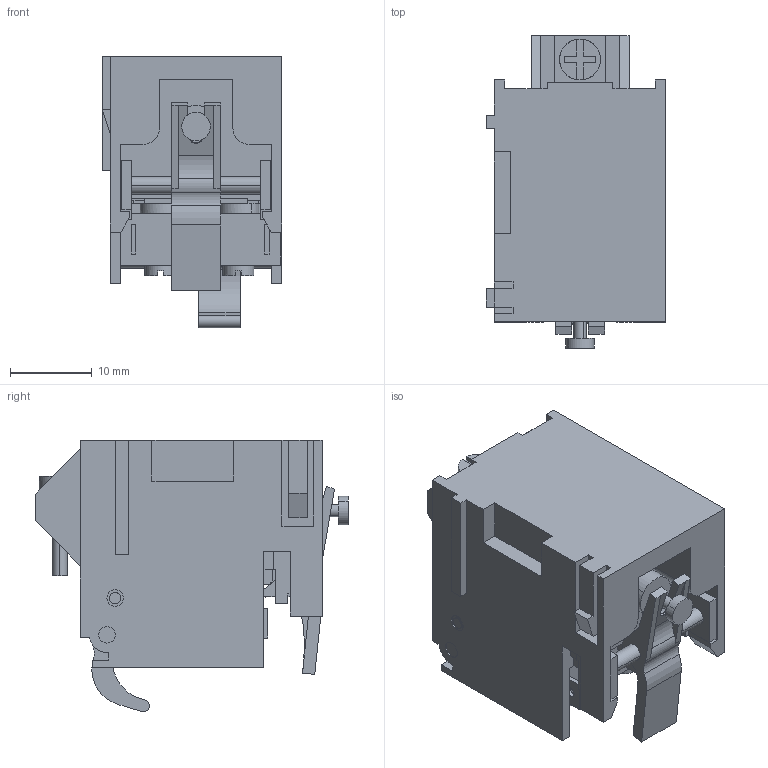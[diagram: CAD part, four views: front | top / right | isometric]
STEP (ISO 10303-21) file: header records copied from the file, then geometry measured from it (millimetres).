
FILE_DESCRIPTION((''),'2;1');
FILE_NAME('1655036921188_ASM','2022-06-12T17:59:06',('SESA621925'),('Schneider-Electric'),'CREO PARAMETRIC BY PTC INC, 2019471','CREO PARAMETRIC BY PTC INC, 2019471','');
FILE_SCHEMA(('AP242_MANAGED_MODEL_BASED_3D_ENGINEERING_MIM_LF { 1 0 10303 442 1 1 4 }'));
Length unit declared in the file: millimetre
Products named in the file (4): EMPTYNODE_1655036921441_ASM; SHR-GO0; SHR-GO0-3D_ASM; 1655036921188_ASM
Assembly tree (3 placements, depth 3):
  1655036921188_ASM
    EMPTYNODE_1655036921441_ASM
    SHR-GO0-3D_ASM
      SHR-GO0
Bounding box: 22 x 38.21 x 33.21 mm (x, y, z)
Volume: 12801.2 mm3; surface area: 6570.3 mm2
Topology: 1 solids, 1 shells, 291 faces, 825 edges, 547 vertices
Faces by surface type: plane 223, cylinder 66, extrusion 2
Entity records: 13280 total; most frequent: CARTESIAN_POINT 1725, ORIENTED_EDGE 1648, DIRECTION 1596, PRESENTATION_STYLE_ASSIGNMENT 902, STYLED_ITEM 828, CURVE_STYLE 827, EDGE_CURVE 824, VECTOR 654
